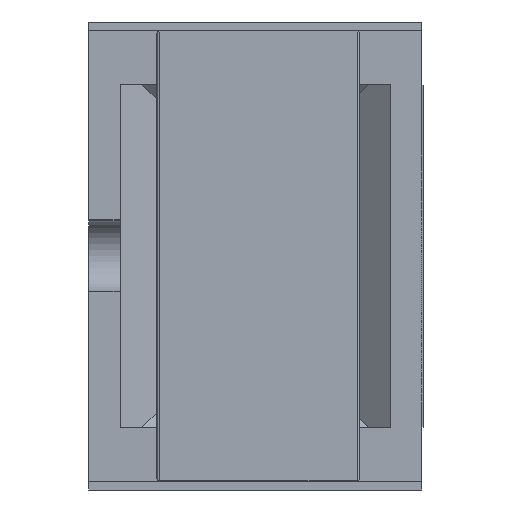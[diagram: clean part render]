
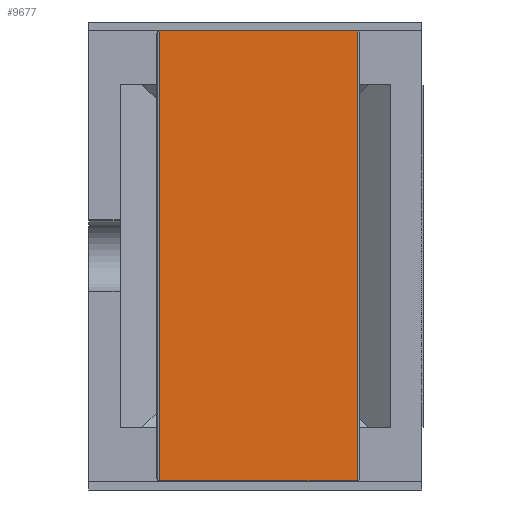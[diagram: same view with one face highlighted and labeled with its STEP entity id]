
A CAD part, left-side view. The second image highlights one B-rep face of the part: STEP entity #9677.
In plain terms, the highlighted face is planar.
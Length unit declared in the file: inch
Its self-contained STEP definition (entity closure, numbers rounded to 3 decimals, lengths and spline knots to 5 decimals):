
#1761 = EDGE_CURVE ( 'NONE', #21576, #19986, #20740, .T. ) ;
#3944 = EDGE_CURVE ( 'NONE', #16256, #8726, #23456, .T. ) ;
#5988 = PLANE ( 'NONE',  #16337 ) ;
#6543 = CARTESIAN_POINT ( 'NONE',  ( 0.1125, 0., -0.25 ) ) ;
#7428 = DIRECTION ( 'NONE',  ( -1., 0., 0. ) ) ;
#7501 = VECTOR ( 'NONE', #7428, 39.37008 ) ;
#8726 = VERTEX_POINT ( 'NONE', #18323 ) ;
#8972 = CARTESIAN_POINT ( 'NONE',  ( -0.11, 0., -0.25 ) ) ;
#9326 = ORIENTED_EDGE ( 'NONE', *, *, #14292, .T. ) ;
#9677 = ADVANCED_FACE ( 'NONE', ( #22730 ), #5988, .F. ) ;
#10260 = ORIENTED_EDGE ( 'NONE', *, *, #3944, .T. ) ;
#10694 = VECTOR ( 'NONE', #15450, 39.37008 ) ;
#11354 = CARTESIAN_POINT ( 'NONE',  ( 0.11, 0., 0.25 ) ) ;
#11779 = CARTESIAN_POINT ( 'NONE',  ( 0.11, 0., -0.25 ) ) ;
#11892 = EDGE_LOOP ( 'NONE', ( #9326, #10260, #13791, #17849 ) ) ;
#12074 = DIRECTION ( 'NONE',  ( 0., 0., 1. ) ) ;
#12111 = DIRECTION ( 'NONE',  ( -1., 0., 0. ) ) ;
#12504 = VECTOR ( 'NONE', #16450, 39.37008 ) ;
#13791 = ORIENTED_EDGE ( 'NONE', *, *, #19250, .F. ) ;
#14292 = EDGE_CURVE ( 'NONE', #19986, #16256, #17548, .T. ) ;
#14679 = CARTESIAN_POINT ( 'NONE',  ( 0.1125, 0., 0.25 ) ) ;
#14835 = CARTESIAN_POINT ( 'NONE',  ( -0.11, 0., 0.25 ) ) ;
#15450 = DIRECTION ( 'NONE',  ( 0., 0., 1. ) ) ;
#15558 = VECTOR ( 'NONE', #12111, 39.37008 ) ;
#16256 = VERTEX_POINT ( 'NONE', #14835 ) ;
#16337 = AXIS2_PLACEMENT_3D ( 'NONE', #21521, #23406, #12074 ) ;
#16450 = DIRECTION ( 'NONE',  ( 0., 0., -1. ) ) ;
#17548 = LINE ( 'NONE', #14679, #7501 ) ;
#17849 = ORIENTED_EDGE ( 'NONE', *, *, #1761, .T. ) ;
#18323 = CARTESIAN_POINT ( 'NONE',  ( -0.11, 0., -0.25 ) ) ;
#19250 = EDGE_CURVE ( 'NONE', #21576, #8726, #20586, .T. ) ;
#19986 = VERTEX_POINT ( 'NONE', #11354 ) ;
#20586 = LINE ( 'NONE', #6543, #15558 ) ;
#20740 = LINE ( 'NONE', #22929, #10694 ) ;
#21521 = CARTESIAN_POINT ( 'NONE',  ( 0.1125, 0., 0.25 ) ) ;
#21576 = VERTEX_POINT ( 'NONE', #11779 ) ;
#22730 = FACE_OUTER_BOUND ( 'NONE', #11892, .T. ) ;
#22929 = CARTESIAN_POINT ( 'NONE',  ( 0.11, 0., 0.25 ) ) ;
#23406 = DIRECTION ( 'NONE',  ( 0., 1., 0. ) ) ;
#23456 = LINE ( 'NONE', #8972, #12504 ) ;
